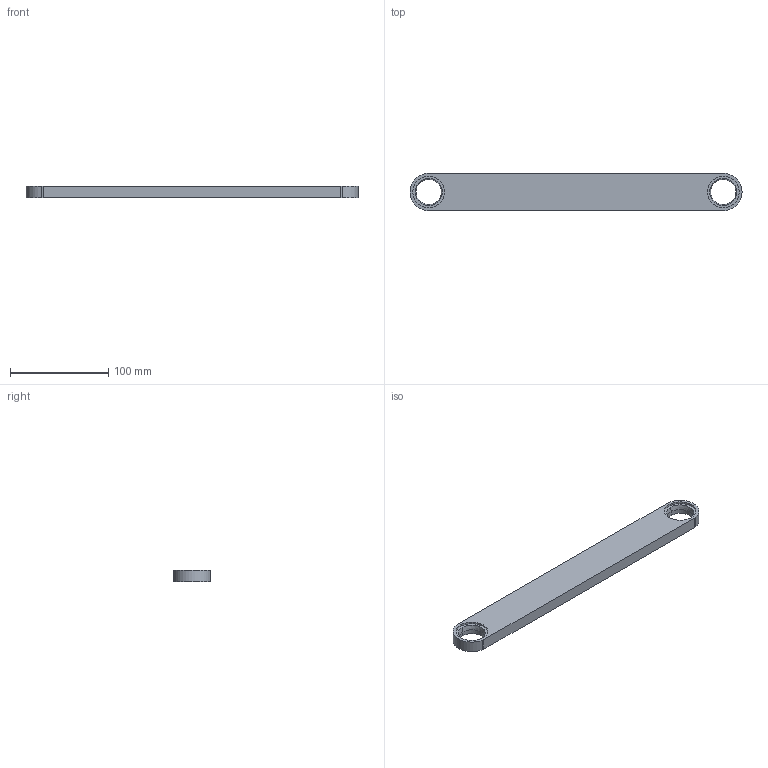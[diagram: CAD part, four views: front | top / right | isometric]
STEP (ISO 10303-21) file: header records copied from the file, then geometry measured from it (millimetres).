
FILE_DESCRIPTION (( 'STEP AP214' ), '1' );
FILE_NAME ('300mm 2-Hole Rivet Plate(40RJP-0421-003-00).STEP', '2023-09-01T16:43:26', ( '' ), ( '' ), 'SwSTEP 2.0', 'SolidWorks 2020', '' );
FILE_SCHEMA (( 'AUTOMOTIVE_DESIGN' ));
Length unit declared in the file: millimetre
Products named in the file (1): 300mm 2-Hole Rivet Plate(40RJP-0421-003-00)
Bounding box: 338.1 x 38.1 x 12 mm (x, y, z)
Volume: 136805.4 mm3; surface area: 33612.6 mm2
Topology: 1 solids, 1 shells, 24 faces, 56 edges, 36 vertices
Faces by surface type: cylinder 10, plane 10, cone 4
Entity records: 998 total; most frequent: DIRECTION 130, CARTESIAN_POINT 117, ORIENTED_EDGE 112, EDGE_CURVE 56, AXIS2_PLACEMENT_3D 49, VERTEX_POINT 36, LINE 32, VECTOR 32
